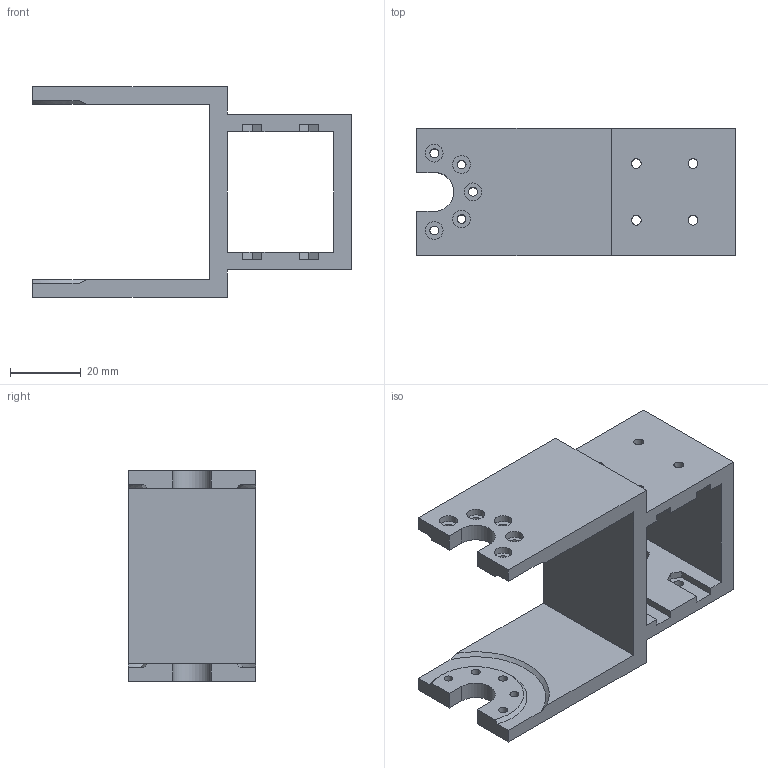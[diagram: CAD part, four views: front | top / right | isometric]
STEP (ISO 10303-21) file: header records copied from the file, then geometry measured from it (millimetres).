
FILE_DESCRIPTION(/* description */ (''),/* implementation_level */ '2;1');
FILE_NAME(/* name */ 'Link_02.step',/* time_stamp */ '2025-07-09T19:25:42-03:00',/* author */ (''),/* organization */ (''),/* preprocessor_version */ 'ST-DEVELOPER v20.1',/* originating_system */ 'Autodesk Translation Framework v14.10.0.0',/* authorisation */ '');
FILE_SCHEMA (('AUTOMOTIVE_DESIGN { 1 0 10303 214 3 1 1 }'));
Length unit declared in the file: millimetre
Products named in the file (1): Link4.2
Bounding box: 90 x 36 x 59.5 mm (x, y, z)
Volume: 43318.9 mm3; surface area: 22669.4 mm2
Topology: 1 solids, 1 shells, 158 faces, 426 edges, 280 vertices
Faces by surface type: plane 124, cylinder 30, cone 4
Full cylindrical faces by diameter (mm): 2.5 x10, 2.75 x8, 5 x10
Entity records: 4996 total; most frequent: CARTESIAN_POINT 881, ORIENTED_EDGE 852, DIRECTION 804, EDGE_CURVE 426, LINE 350, VECTOR 350, VERTEX_POINT 280, AXIS2_PLACEMENT_3D 227
